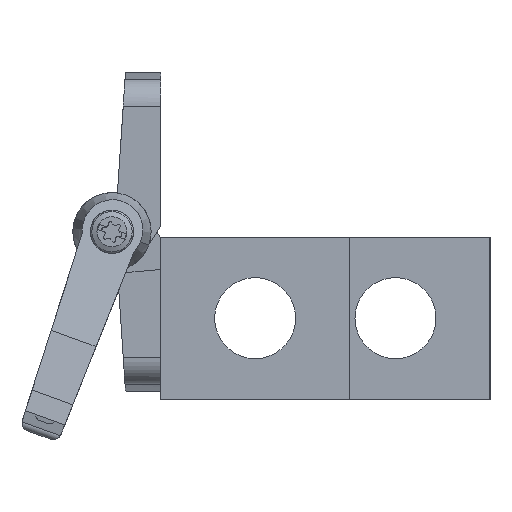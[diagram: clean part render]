
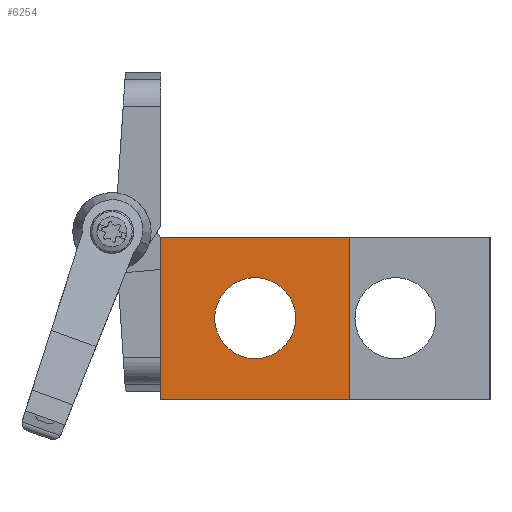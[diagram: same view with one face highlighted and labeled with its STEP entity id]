
A CAD part, left-side view. The second image highlights one B-rep face of the part: STEP entity #6254.
In plain terms, the highlighted planar face has unit normal (-1, 0, 0).
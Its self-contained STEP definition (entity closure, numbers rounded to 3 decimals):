
#842 = AXIS2_PLACEMENT_3D ( 'NONE', #4705, #5506, #852 ) ;
#852 = DIRECTION ( 'NONE',  ( 0., 0., -1. ) ) ;
#892 = ORIENTED_EDGE ( 'NONE', *, *, #8075, .F. ) ;
#921 = DIRECTION ( 'NONE',  ( 0., -1., 0. ) ) ;
#1762 = ORIENTED_EDGE ( 'NONE', *, *, #5556, .T. ) ;
#1952 = VERTEX_POINT ( 'NONE', #6930 ) ;
#1979 = DIRECTION ( 'NONE',  ( 0., -1., 0. ) ) ;
#2369 = VERTEX_POINT ( 'NONE', #7352 ) ;
#2425 = EDGE_CURVE ( 'NONE', #8538, #6249, #9679, .T. ) ;
#2522 = VECTOR ( 'NONE', #3376, 1000. ) ;
#2607 = CARTESIAN_POINT ( 'NONE',  ( -30., 35., 15. ) ) ;
#2717 = DIRECTION ( 'NONE',  ( 1., 0., 0. ) ) ;
#2908 = CARTESIAN_POINT ( 'NONE',  ( -30., 17.5, 0. ) ) ;
#2913 = ORIENTED_EDGE ( 'NONE', *, *, #9614, .F. ) ;
#3087 = PLANE ( 'NONE',  #842 ) ;
#3376 = DIRECTION ( 'NONE',  ( 0., 0., 1. ) ) ;
#3429 = VECTOR ( 'NONE', #1979, 1000. ) ;
#3567 = CARTESIAN_POINT ( 'NONE',  ( -30., 35., 15. ) ) ;
#3687 = DIRECTION ( 'NONE',  ( 0., 0., -1. ) ) ;
#3880 = CARTESIAN_POINT ( 'NONE',  ( -30., 0., 15. ) ) ;
#4004 = VECTOR ( 'NONE', #921, 1000. ) ;
#4053 = EDGE_CURVE ( 'NONE', #6249, #2369, #9343, .T. ) ;
#4441 = VECTOR ( 'NONE', #4677, 1000. ) ;
#4677 = DIRECTION ( 'NONE',  ( 0., 0., 1. ) ) ;
#4705 = CARTESIAN_POINT ( 'NONE',  ( -30., 35., 15. ) ) ;
#4975 = FACE_OUTER_BOUND ( 'NONE', #5793, .T. ) ;
#5259 = CARTESIAN_POINT ( 'NONE',  ( -30., 35., -15. ) ) ;
#5506 = DIRECTION ( 'NONE',  ( 1., 0., 0. ) ) ;
#5556 = EDGE_CURVE ( 'NONE', #1952, #8519, #5576, .T. ) ;
#5576 = CIRCLE ( 'NONE', #7229, 7.5 ) ;
#5793 = EDGE_LOOP ( 'NONE', ( #6214, #892, #2913, #8386 ) ) ;
#6036 = VERTEX_POINT ( 'NONE', #3567 ) ;
#6214 = ORIENTED_EDGE ( 'NONE', *, *, #4053, .T. ) ;
#6249 = VERTEX_POINT ( 'NONE', #8624 ) ;
#6254 = ADVANCED_FACE ( 'NONE', ( #7079, #4975 ), #3087, .F. ) ;
#6280 = AXIS2_PLACEMENT_3D ( 'NONE', #7405, #2717, #8174 ) ;
#6710 = ORIENTED_EDGE ( 'NONE', *, *, #9659, .T. ) ;
#6808 = CIRCLE ( 'NONE', #6280, 7.5 ) ;
#6930 = CARTESIAN_POINT ( 'NONE',  ( -30., 17.5, -7.5 ) ) ;
#7079 = FACE_BOUND ( 'NONE', #8749, .T. ) ;
#7229 = AXIS2_PLACEMENT_3D ( 'NONE', #2908, #8382, #3687 ) ;
#7352 = CARTESIAN_POINT ( 'NONE',  ( -30., 0., 15. ) ) ;
#7405 = CARTESIAN_POINT ( 'NONE',  ( -30., 17.5, 0. ) ) ;
#7461 = CARTESIAN_POINT ( 'NONE',  ( -30., 35., -15. ) ) ;
#8075 = EDGE_CURVE ( 'NONE', #6036, #2369, #8172, .T. ) ;
#8172 = LINE ( 'NONE', #9333, #4004 ) ;
#8174 = DIRECTION ( 'NONE',  ( 0., 0., -1. ) ) ;
#8382 = DIRECTION ( 'NONE',  ( 1., 0., 0. ) ) ;
#8386 = ORIENTED_EDGE ( 'NONE', *, *, #2425, .T. ) ;
#8517 = LINE ( 'NONE', #2607, #2522 ) ;
#8519 = VERTEX_POINT ( 'NONE', #9993 ) ;
#8538 = VERTEX_POINT ( 'NONE', #5259 ) ;
#8624 = CARTESIAN_POINT ( 'NONE',  ( -30., 0., -15. ) ) ;
#8749 = EDGE_LOOP ( 'NONE', ( #1762, #6710 ) ) ;
#9333 = CARTESIAN_POINT ( 'NONE',  ( -30., 35., 15. ) ) ;
#9343 = LINE ( 'NONE', #3880, #4441 ) ;
#9614 = EDGE_CURVE ( 'NONE', #8538, #6036, #8517, .T. ) ;
#9659 = EDGE_CURVE ( 'NONE', #8519, #1952, #6808, .T. ) ;
#9679 = LINE ( 'NONE', #7461, #3429 ) ;
#9993 = CARTESIAN_POINT ( 'NONE',  ( -30., 17.5, 7.5 ) ) ;
